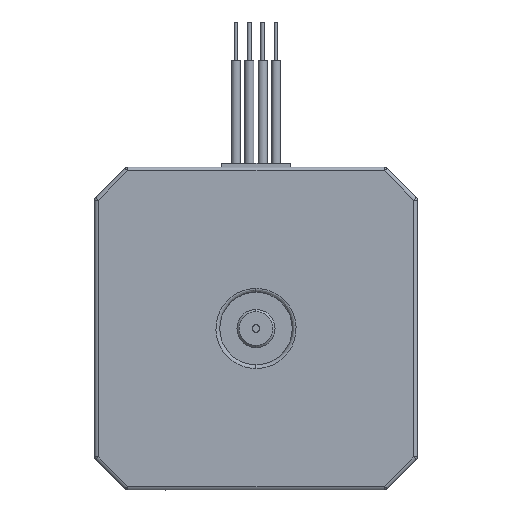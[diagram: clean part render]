
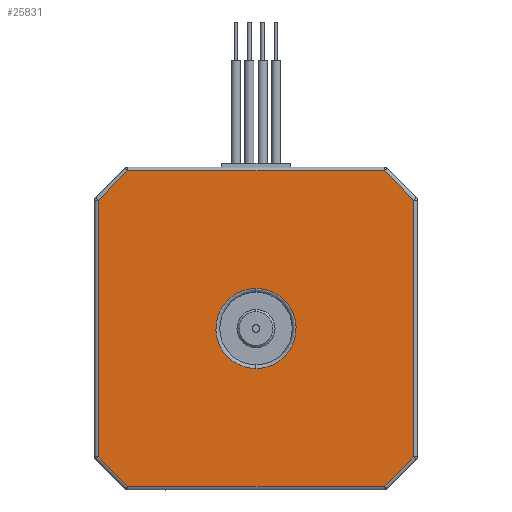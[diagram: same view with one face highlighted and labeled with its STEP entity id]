
A CAD part, front view. The second image highlights one B-rep face of the part: STEP entity #25831.
In plain terms, the highlighted planar face has unit normal (0, -1, 0).
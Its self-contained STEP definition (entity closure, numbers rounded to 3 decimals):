
#29 = VERTEX_POINT ( 'NONE', #15584 ) ;
#35 = CARTESIAN_POINT ( 'NONE',  ( 16.827, 0., -20.65 ) ) ;
#190 = ORIENTED_EDGE ( 'NONE', *, *, #1908, .F. ) ;
#201 = CARTESIAN_POINT ( 'NONE',  ( -20.65, 0., -16.827 ) ) ;
#225 = ORIENTED_EDGE ( 'NONE', *, *, #10900, .F. ) ;
#477 = EDGE_LOOP ( 'NONE', ( #14811, #18559 ) ) ;
#519 = EDGE_CURVE ( 'NONE', #16226, #5586, #27071, .T. ) ;
#886 = ORIENTED_EDGE ( 'NONE', *, *, #19869, .F. ) ;
#1260 = VECTOR ( 'NONE', #26427, 1000. ) ;
#1908 = EDGE_CURVE ( 'NONE', #9946, #25726, #13886, .T. ) ;
#2214 = CARTESIAN_POINT ( 'NONE',  ( -16.827, 0., 20.65 ) ) ;
#2283 = AXIS2_PLACEMENT_3D ( 'NONE', #25782, #6332, #15036 ) ;
#2883 = CARTESIAN_POINT ( 'NONE',  ( 0., 0., 5.25 ) ) ;
#2908 = EDGE_CURVE ( 'NONE', #4938, #9763, #4649, .T. ) ;
#3054 = DIRECTION ( 'NONE',  ( 1., 0., 0. ) ) ;
#4252 = DIRECTION ( 'NONE',  ( 0.707, 0., -0.707 ) ) ;
#4428 = CARTESIAN_POINT ( 'NONE',  ( 0., 0., 5.25 ) ) ;
#4474 = VECTOR ( 'NONE', #4252, 1000. ) ;
#4649 = LINE ( 'NONE', #13333, #19140 ) ;
#4847 = CARTESIAN_POINT ( 'NONE',  ( -20.65, 0., 0. ) ) ;
#4938 = VERTEX_POINT ( 'NONE', #35 ) ;
#4988 = CARTESIAN_POINT ( 'NONE',  ( -10.5, 0., -5.25 ) ) ;
#5022 = CARTESIAN_POINT ( 'NONE',  ( 0., 0., -5.25 ) ) ;
#5281 = DIRECTION ( 'NONE',  ( 0.707, 0., 0.707 ) ) ;
#5586 = VERTEX_POINT ( 'NONE', #4428 ) ;
#5672 =( BOUNDED_CURVE ( )  B_SPLINE_CURVE ( 3, ( #15785, #24425, #4988, #13687 ),
 .UNSPECIFIED., .F., .T. ) 
 B_SPLINE_CURVE_WITH_KNOTS ( ( 4, 4 ),
 ( 0., 1. ),
 .UNSPECIFIED. ) 
 CURVE ( )  GEOMETRIC_REPRESENTATION_ITEM ( )  RATIONAL_B_SPLINE_CURVE ( ( 1., 0.333, 0.333, 1. ) ) 
 REPRESENTATION_ITEM ( '' )  );
#5690 = ORIENTED_EDGE ( 'NONE', *, *, #8049, .F. ) ;
#5696 = EDGE_CURVE ( 'NONE', #5586, #16226, #5672, .T. ) ;
#5962 = DIRECTION ( 'NONE',  ( 0., 0., -1. ) ) ;
#6332 = DIRECTION ( 'NONE',  ( 0., 1., 0. ) ) ;
#8049 = EDGE_CURVE ( 'NONE', #15494, #29, #24295, .T. ) ;
#8121 = ORIENTED_EDGE ( 'NONE', *, *, #25343, .F. ) ;
#8482 = FACE_OUTER_BOUND ( 'NONE', #22779, .T. ) ;
#8667 = LINE ( 'NONE', #17312, #24876 ) ;
#9125 = LINE ( 'NONE', #17776, #1260 ) ;
#9683 = CARTESIAN_POINT ( 'NONE',  ( -16.827, 0., -20.65 ) ) ;
#9763 = VERTEX_POINT ( 'NONE', #9683 ) ;
#9946 = VERTEX_POINT ( 'NONE', #2214 ) ;
#10513 = CARTESIAN_POINT ( 'NONE',  ( 20.65, 0., 16.827 ) ) ;
#10900 = EDGE_CURVE ( 'NONE', #22617, #4938, #9125, .T. ) ;
#11925 = CARTESIAN_POINT ( 'NONE',  ( 20.65, 0., -16.827 ) ) ;
#12024 = EDGE_CURVE ( 'NONE', #25726, #12823, #15080, .T. ) ;
#12823 = VERTEX_POINT ( 'NONE', #10513 ) ;
#13333 = CARTESIAN_POINT ( 'NONE',  ( 0., 0., -20.65 ) ) ;
#13539 = DIRECTION ( 'NONE',  ( 0., 0., 1. ) ) ;
#13687 = CARTESIAN_POINT ( 'NONE',  ( 0., 0., -5.25 ) ) ;
#13718 = CARTESIAN_POINT ( 'NONE',  ( 10.5, 0., -5.25 ) ) ;
#13886 = LINE ( 'NONE', #22508, #14232 ) ;
#14232 = VECTOR ( 'NONE', #3054, 1000. ) ;
#14811 = ORIENTED_EDGE ( 'NONE', *, *, #5696, .F. ) ;
#15036 = DIRECTION ( 'NONE',  ( 0., 0., 1. ) ) ;
#15080 = LINE ( 'NONE', #23705, #4474 ) ;
#15494 = VERTEX_POINT ( 'NONE', #201 ) ;
#15584 = CARTESIAN_POINT ( 'NONE',  ( -20.65, 0., 16.827 ) ) ;
#15785 = CARTESIAN_POINT ( 'NONE',  ( 0., 0., 5.25 ) ) ;
#16009 = VECTOR ( 'NONE', #13539, 1000. ) ;
#16085 = LINE ( 'NONE', #24732, #18175 ) ;
#16226 = VERTEX_POINT ( 'NONE', #23684 ) ;
#16756 = LINE ( 'NONE', #25404, #23544 ) ;
#17125 = PLANE ( 'NONE',  #2283 ) ;
#17312 = CARTESIAN_POINT ( 'NONE',  ( -18.738, 0., -18.738 ) ) ;
#17776 = CARTESIAN_POINT ( 'NONE',  ( 18.738, 0., -18.738 ) ) ;
#18175 = VECTOR ( 'NONE', #5281, 1000. ) ;
#18554 = EDGE_CURVE ( 'NONE', #29, #9946, #16085, .T. ) ;
#18559 = ORIENTED_EDGE ( 'NONE', *, *, #519, .F. ) ;
#19140 = VECTOR ( 'NONE', #21966, 1000. ) ;
#19157 = ORIENTED_EDGE ( 'NONE', *, *, #12024, .F. ) ;
#19869 = EDGE_CURVE ( 'NONE', #9763, #15494, #8667, .T. ) ;
#21966 = DIRECTION ( 'NONE',  ( -1., 0., 0. ) ) ;
#22340 = CARTESIAN_POINT ( 'NONE',  ( 10.5, 0., 5.25 ) ) ;
#22450 = ORIENTED_EDGE ( 'NONE', *, *, #2908, .F. ) ;
#22508 = CARTESIAN_POINT ( 'NONE',  ( 0., 0., 20.65 ) ) ;
#22617 = VERTEX_POINT ( 'NONE', #11925 ) ;
#22779 = EDGE_LOOP ( 'NONE', ( #190, #26030, #5690, #886, #22450, #225, #8121, #19157 ) ) ;
#23544 = VECTOR ( 'NONE', #5962, 1000. ) ;
#23684 = CARTESIAN_POINT ( 'NONE',  ( 0., 0., -5.25 ) ) ;
#23705 = CARTESIAN_POINT ( 'NONE',  ( 18.738, 0., 18.738 ) ) ;
#24295 = LINE ( 'NONE', #4847, #16009 ) ;
#24425 = CARTESIAN_POINT ( 'NONE',  ( -10.5, 0., 5.25 ) ) ;
#24732 = CARTESIAN_POINT ( 'NONE',  ( -18.738, 0., 18.738 ) ) ;
#24876 = VECTOR ( 'NONE', #25973, 1000. ) ;
#25343 = EDGE_CURVE ( 'NONE', #12823, #22617, #16756, .T. ) ;
#25366 = CARTESIAN_POINT ( 'NONE',  ( 16.827, 0., 20.65 ) ) ;
#25404 = CARTESIAN_POINT ( 'NONE',  ( 20.65, 0., 0. ) ) ;
#25726 = VERTEX_POINT ( 'NONE', #25366 ) ;
#25782 = CARTESIAN_POINT ( 'NONE',  ( 0., 0., 0. ) ) ;
#25831 = ADVANCED_FACE ( 'NONE', ( #27930, #8482 ), #17125, .F. ) ;
#25973 = DIRECTION ( 'NONE',  ( -0.707, 0., 0.707 ) ) ;
#26030 = ORIENTED_EDGE ( 'NONE', *, *, #18554, .F. ) ;
#26427 = DIRECTION ( 'NONE',  ( -0.707, 0., -0.707 ) ) ;
#27071 =( BOUNDED_CURVE ( )  B_SPLINE_CURVE ( 3, ( #5022, #13718, #22340, #2883 ),
 .UNSPECIFIED., .F., .T. ) 
 B_SPLINE_CURVE_WITH_KNOTS ( ( 4, 4 ),
 ( 0., 1. ),
 .UNSPECIFIED. ) 
 CURVE ( )  GEOMETRIC_REPRESENTATION_ITEM ( )  RATIONAL_B_SPLINE_CURVE ( ( 1., 0.333, 0.333, 1. ) ) 
 REPRESENTATION_ITEM ( '' )  );
#27930 = FACE_BOUND ( 'NONE', #477, .T. ) ;
